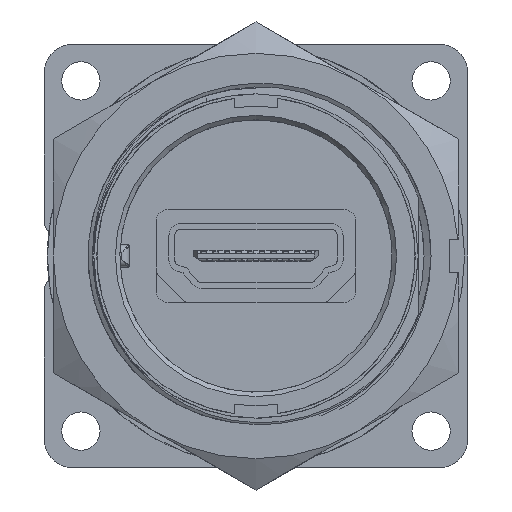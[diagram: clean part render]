
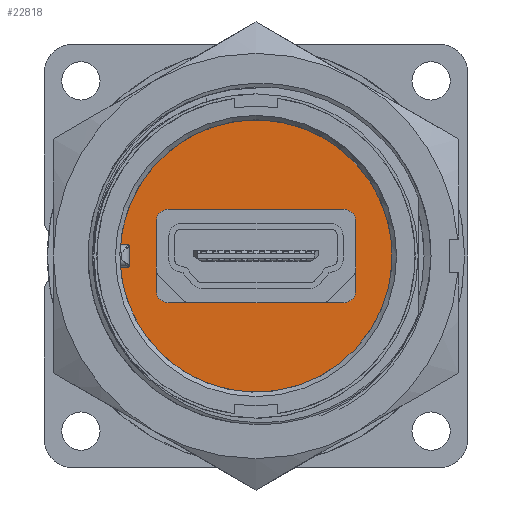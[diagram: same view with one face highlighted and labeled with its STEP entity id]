
A CAD part, front view. The second image highlights one B-rep face of the part: STEP entity #22818.
In plain terms, the highlighted planar face has unit normal (0, -1, 0).
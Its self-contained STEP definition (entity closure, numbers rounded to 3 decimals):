
#5976=CARTESIAN_POINT('',(-11.049,1.905,0.953));
#5977=VERTEX_POINT('',#5976);
#5984=CARTESIAN_POINT('',(-11.696,1.905,0.953));
#5985=VERTEX_POINT('',#5984);
#5986=CARTESIAN_POINT('',(0.,1.905,0.953));
#5987=DIRECTION('',(-1.,0.,0.));
#5988=VECTOR('',#5987,1000.);
#5989=LINE('',#5986,#5988);
#5990=EDGE_CURVE('',#5977,#5985,#5989,.T.);
#11846=CARTESIAN_POINT('',(-11.049,1.905,-0.953));
#11847=VERTEX_POINT('',#11846);
#11854=CARTESIAN_POINT('',(-10.922,1.905,-0.826));
#11855=VERTEX_POINT('',#11854);
#11856=CARTESIAN_POINT('',(-11.049,1.905,-0.826));
#11857=DIRECTION('',(0.,-1.,0.));
#11858=DIRECTION('',(-1.,0.,0.));
#11859=AXIS2_PLACEMENT_3D('',#11856,#11857,#11858);
#11860=CIRCLE('',#11859,0.127);
#11861=EDGE_CURVE('',#11847,#11855,#11860,.T.);
#12541=CARTESIAN_POINT('',(8.628,1.905,-7.954));
#12542=VERTEX_POINT('',#12541);
#12549=CARTESIAN_POINT('',(-11.696,1.905,-0.953));
#12550=VERTEX_POINT('',#12549);
#12551=CARTESIAN_POINT('',(0.,1.905,0.));
#12552=DIRECTION('',(0.,-1.,0.));
#12553=DIRECTION('',(1.,0.,0.));
#12554=AXIS2_PLACEMENT_3D('',#12551,#12552,#12553);
#12555=CIRCLE('',#12554,11.735);
#12556=EDGE_CURVE('',#12550,#12542,#12555,.T.);
#12586=EDGE_CURVE('',#12542,#5985,#12555,.T.);
#13922=CARTESIAN_POINT('',(-8.598,1.905,2.997));
#13923=VERTEX_POINT('',#13922);
#13930=CARTESIAN_POINT('',(-8.598,1.905,-2.997));
#13931=VERTEX_POINT('',#13930);
#13932=CARTESIAN_POINT('',(-8.598,1.905,-4.013));
#13933=DIRECTION('',(0.,0.,-1.));
#13934=VECTOR('',#13933,1000.);
#13935=LINE('',#13932,#13934);
#13936=EDGE_CURVE('',#13923,#13931,#13935,.T.);
#14303=CARTESIAN_POINT('',(8.598,1.905,2.997));
#14304=VERTEX_POINT('',#14303);
#14311=CARTESIAN_POINT('',(7.582,1.905,4.013));
#14312=VERTEX_POINT('',#14311);
#14313=CARTESIAN_POINT('',(7.582,1.905,2.997));
#14314=DIRECTION('',(0.,-1.,0.));
#14315=DIRECTION('',(1.,0.,0.));
#14316=AXIS2_PLACEMENT_3D('',#14313,#14314,#14315);
#14317=CIRCLE('',#14316,1.016);
#14318=EDGE_CURVE('',#14304,#14312,#14317,.T.);
#14533=CARTESIAN_POINT('',(8.598,1.905,-2.997));
#14534=VERTEX_POINT('',#14533);
#14541=CARTESIAN_POINT('',(8.598,1.905,-4.013));
#14542=DIRECTION('',(0.,0.,1.));
#14543=VECTOR('',#14542,1000.);
#14544=LINE('',#14541,#14543);
#14545=EDGE_CURVE('',#14534,#14304,#14544,.T.);
#14814=CARTESIAN_POINT('',(-7.582,1.905,-4.013));
#14815=VERTEX_POINT('',#14814);
#14816=CARTESIAN_POINT('',(-7.582,1.905,-2.997));
#14817=DIRECTION('',(0.,-1.,0.));
#14818=DIRECTION('',(1.,0.,0.));
#14819=AXIS2_PLACEMENT_3D('',#14816,#14817,#14818);
#14820=CIRCLE('',#14819,1.016);
#14821=EDGE_CURVE('',#13931,#14815,#14820,.T.);
#15012=CARTESIAN_POINT('',(0.,1.905,-0.953));
#15013=DIRECTION('',(1.,0.,0.));
#15014=VECTOR('',#15013,1000.);
#15015=LINE('',#15012,#15014);
#15016=EDGE_CURVE('',#12550,#11847,#15015,.T.);
#15084=CARTESIAN_POINT('',(7.582,1.905,-4.013));
#15085=VERTEX_POINT('',#15084);
#15086=CARTESIAN_POINT('',(8.598,1.905,-4.013));
#15087=DIRECTION('',(1.,0.,0.));
#15088=VECTOR('',#15087,1000.);
#15089=LINE('',#15086,#15088);
#15090=EDGE_CURVE('',#14815,#15085,#15089,.T.);
#16076=CARTESIAN_POINT('',(-7.582,1.905,4.013));
#16077=VERTEX_POINT('',#16076);
#16084=CARTESIAN_POINT('',(-7.582,1.905,2.997));
#16085=DIRECTION('',(0.,-1.,0.));
#16086=DIRECTION('',(1.,0.,0.));
#16087=AXIS2_PLACEMENT_3D('',#16084,#16085,#16086);
#16088=CIRCLE('',#16087,1.016);
#16089=EDGE_CURVE('',#16077,#13923,#16088,.T.);
#19717=CARTESIAN_POINT('',(7.582,1.905,-2.997));
#19718=DIRECTION('',(0.,-1.,0.));
#19719=DIRECTION('',(1.,0.,0.));
#19720=AXIS2_PLACEMENT_3D('',#19717,#19718,#19719);
#19721=CIRCLE('',#19720,1.016);
#19722=EDGE_CURVE('',#15085,#14534,#19721,.T.);
#20245=CARTESIAN_POINT('',(-10.922,1.905,0.826));
#20246=VERTEX_POINT('',#20245);
#20253=CARTESIAN_POINT('',(-11.049,1.905,0.826));
#20254=DIRECTION('',(0.,-1.,0.));
#20255=DIRECTION('',(-1.,0.,0.));
#20256=AXIS2_PLACEMENT_3D('',#20253,#20254,#20255);
#20257=CIRCLE('',#20256,0.127);
#20258=EDGE_CURVE('',#20246,#5977,#20257,.T.);
#22784=ORIENTED_EDGE('',*,*,#20258,.F.);
#22785=CARTESIAN_POINT('',(-10.922,1.905,0.));
#22786=DIRECTION('',(0.,0.,1.));
#22787=VECTOR('',#22786,1000.);
#22788=LINE('',#22785,#22787);
#22789=EDGE_CURVE('',#11855,#20246,#22788,.T.);
#22790=ORIENTED_EDGE('',*,*,#22789,.F.);
#22791=ORIENTED_EDGE('',*,*,#11861,.F.);
#22792=ORIENTED_EDGE('',*,*,#15016,.F.);
#22793=ORIENTED_EDGE('',*,*,#12556,.T.);
#22794=ORIENTED_EDGE('',*,*,#12586,.T.);
#22795=ORIENTED_EDGE('',*,*,#5990,.F.);
#22796=EDGE_LOOP('',(#22784,#22790,#22791,#22792,#22793,#22794,#22795));
#22797=FACE_OUTER_BOUND('',#22796,.T.);
#22798=ORIENTED_EDGE('',*,*,#16089,.F.);
#22799=CARTESIAN_POINT('',(8.598,1.905,4.013));
#22800=DIRECTION('',(-1.,0.,0.));
#22801=VECTOR('',#22800,1000.);
#22802=LINE('',#22799,#22801);
#22803=EDGE_CURVE('',#14312,#16077,#22802,.T.);
#22804=ORIENTED_EDGE('',*,*,#22803,.F.);
#22805=ORIENTED_EDGE('',*,*,#14318,.F.);
#22806=ORIENTED_EDGE('',*,*,#14545,.F.);
#22807=ORIENTED_EDGE('',*,*,#19722,.F.);
#22808=ORIENTED_EDGE('',*,*,#15090,.F.);
#22809=ORIENTED_EDGE('',*,*,#14821,.F.);
#22810=ORIENTED_EDGE('',*,*,#13936,.F.);
#22811=EDGE_LOOP('',(#22798,#22804,#22805,#22806,#22807,#22808,#22809,#22810));
#22812=FACE_BOUND('',#22811,.T.);
#22813=CARTESIAN_POINT('',(0.,1.905,0.));
#22814=DIRECTION('',(0.,1.,0.));
#22815=DIRECTION('',(-1.,0.,0.));
#22816=AXIS2_PLACEMENT_3D('',#22813,#22814,#22815);
#22817=PLANE('',#22816);
#22818=ADVANCED_FACE('',(#22797,#22812),#22817,.F.);
